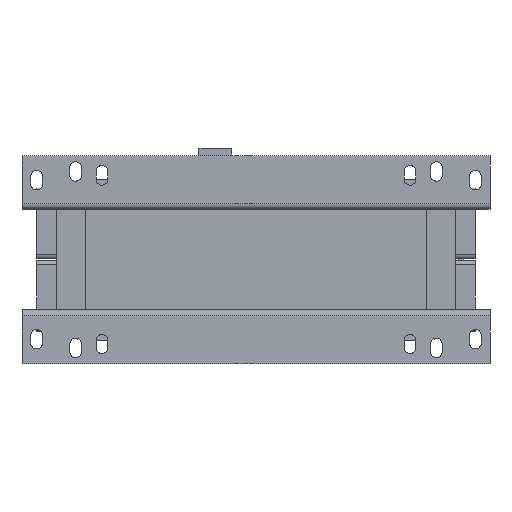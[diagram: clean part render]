
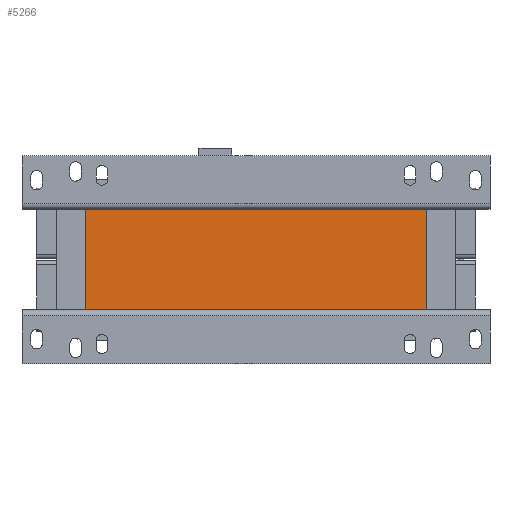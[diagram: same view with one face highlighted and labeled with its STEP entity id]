
A CAD part, front view. The second image highlights one B-rep face of the part: STEP entity #5266.
In plain terms, the highlighted planar face has unit normal (0, -1, 0).
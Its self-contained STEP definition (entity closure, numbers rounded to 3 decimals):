
#603 = VECTOR ( 'NONE', #13035, 1000. ) ;
#1215 = PLANE ( 'NONE',  #7047 ) ;
#2890 = EDGE_CURVE ( 'NONE', #9037, #6612, #14906, .T. ) ;
#2894 = LINE ( 'NONE', #5709, #7364 ) ;
#4223 = DIRECTION ( 'NONE',  ( 1., 0., 0. ) ) ;
#4308 = EDGE_CURVE ( 'NONE', #7293, #9037, #14153, .T. ) ;
#4412 = CARTESIAN_POINT ( 'NONE',  ( -175., -175.001, 51.5 ) ) ;
#4541 = CARTESIAN_POINT ( 'NONE',  ( -175., -175.001, 51.5 ) ) ;
#5266 = ADVANCED_FACE ( 'NONE', ( #9585 ), #1215, .F. ) ;
#5709 = CARTESIAN_POINT ( 'NONE',  ( -175., -175.001, -51.5 ) ) ;
#6612 = VERTEX_POINT ( 'NONE', #12017 ) ;
#6663 = EDGE_LOOP ( 'NONE', ( #24702, #22148, #7670, #15036 ) ) ;
#7047 = AXIS2_PLACEMENT_3D ( 'NONE', #14979, #19161, #21359 ) ;
#7293 = VERTEX_POINT ( 'NONE', #22583 ) ;
#7364 = VECTOR ( 'NONE', #24276, 1000. ) ;
#7670 = ORIENTED_EDGE ( 'NONE', *, *, #4308, .F. ) ;
#8787 = VECTOR ( 'NONE', #15265, 1000. ) ;
#9037 = VERTEX_POINT ( 'NONE', #12345 ) ;
#9585 = FACE_OUTER_BOUND ( 'NONE', #6663, .T. ) ;
#12017 = CARTESIAN_POINT ( 'NONE',  ( 175., -175.001, -51.5 ) ) ;
#12345 = CARTESIAN_POINT ( 'NONE',  ( 175., -175.001, 51.5 ) ) ;
#13035 = DIRECTION ( 'NONE',  ( 0., 0., -1. ) ) ;
#14153 = LINE ( 'NONE', #4412, #14495 ) ;
#14495 = VECTOR ( 'NONE', #4223, 1000. ) ;
#14906 = LINE ( 'NONE', #17428, #8787 ) ;
#14979 = CARTESIAN_POINT ( 'NONE',  ( -175., -175.001, 51.5 ) ) ;
#15036 = ORIENTED_EDGE ( 'NONE', *, *, #23028, .T. ) ;
#15265 = DIRECTION ( 'NONE',  ( 0., 0., -1. ) ) ;
#17428 = CARTESIAN_POINT ( 'NONE',  ( 175., -175.001, 51.5 ) ) ;
#18674 = CARTESIAN_POINT ( 'NONE',  ( -175., -175.001, -51.5 ) ) ;
#19161 = DIRECTION ( 'NONE',  ( 0., 1., 0. ) ) ;
#21359 = DIRECTION ( 'NONE',  ( 0., 0., 1. ) ) ;
#21581 = LINE ( 'NONE', #4541, #603 ) ;
#22148 = ORIENTED_EDGE ( 'NONE', *, *, #2890, .F. ) ;
#22583 = CARTESIAN_POINT ( 'NONE',  ( -175., -175.001, 51.5 ) ) ;
#22838 = EDGE_CURVE ( 'NONE', #22959, #6612, #2894, .T. ) ;
#22959 = VERTEX_POINT ( 'NONE', #18674 ) ;
#23028 = EDGE_CURVE ( 'NONE', #7293, #22959, #21581, .T. ) ;
#24276 = DIRECTION ( 'NONE',  ( 1., 0., 0. ) ) ;
#24702 = ORIENTED_EDGE ( 'NONE', *, *, #22838, .T. ) ;
